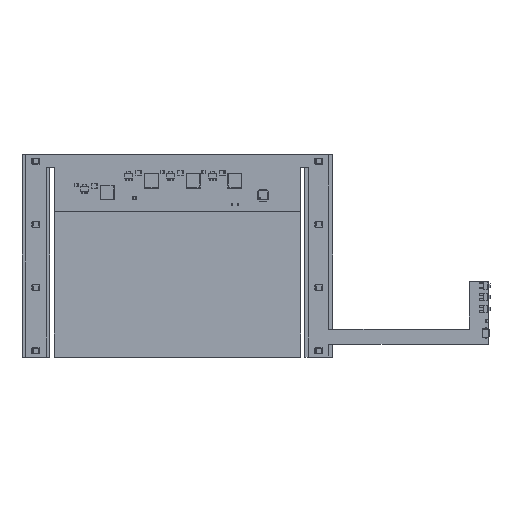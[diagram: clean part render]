
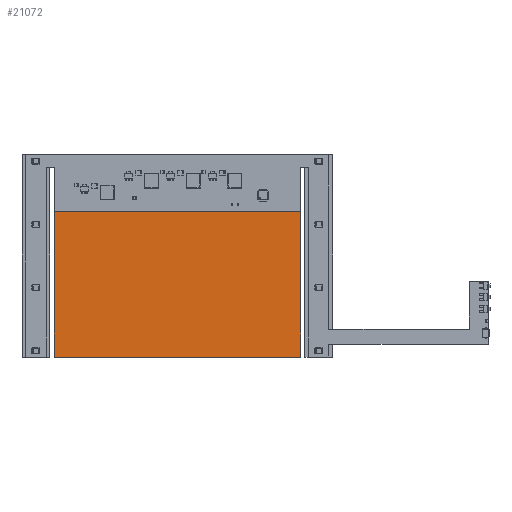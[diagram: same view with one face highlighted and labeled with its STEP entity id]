
A CAD part, top view. The second image highlights one B-rep face of the part: STEP entity #21072.
In plain terms, the highlighted planar face has unit normal (0, 0, 1).
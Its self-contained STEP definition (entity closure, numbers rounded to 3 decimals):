
#20758 = VERTEX_POINT('',#20759);
#20759 = CARTESIAN_POINT('',(-97.5,57.5,3.5));
#20766 = PLANE('',#20767);
#20767 = AXIS2_PLACEMENT_3D('',#20768,#20769,#20770);
#20768 = CARTESIAN_POINT('',(-97.5,57.5,0.));
#20769 = DIRECTION('',(1.,0.,0.));
#20770 = DIRECTION('',(0.,-1.,0.));
#20778 = PLANE('',#20779);
#20779 = AXIS2_PLACEMENT_3D('',#20780,#20781,#20782);
#20780 = CARTESIAN_POINT('',(97.5,57.5,0.));
#20781 = DIRECTION('',(0.,-1.,0.));
#20782 = DIRECTION('',(-1.,0.,0.));
#20790 = EDGE_CURVE('',#20758,#20791,#20793,.T.);
#20791 = VERTEX_POINT('',#20792);
#20792 = CARTESIAN_POINT('',(-97.5,-57.5,3.5));
#20793 = SURFACE_CURVE('',#20794,(#20798,#20805),.PCURVE_S1.);
#20794 = LINE('',#20795,#20796);
#20795 = CARTESIAN_POINT('',(-97.5,57.5,3.5));
#20796 = VECTOR('',#20797,1.);
#20797 = DIRECTION('',(0.,-1.,0.));
#20798 = PCURVE('',#20766,#20799);
#20799 = DEFINITIONAL_REPRESENTATION('',(#20800),#20804);
#20800 = LINE('',#20801,#20802);
#20801 = CARTESIAN_POINT('',(0.,-3.5));
#20802 = VECTOR('',#20803,1.);
#20803 = DIRECTION('',(1.,0.));
#20804 = ( GEOMETRIC_REPRESENTATION_CONTEXT(2) 
PARAMETRIC_REPRESENTATION_CONTEXT() REPRESENTATION_CONTEXT('2D SPACE',''
  ) );
#20805 = PCURVE('',#20806,#20811);
#20806 = PLANE('',#20807);
#20807 = AXIS2_PLACEMENT_3D('',#20808,#20809,#20810);
#20808 = CARTESIAN_POINT('',(-97.5,57.5,3.5));
#20809 = DIRECTION('',(0.,0.,-1.));
#20810 = DIRECTION('',(-1.,0.,0.));
#20811 = DEFINITIONAL_REPRESENTATION('',(#20812),#20816);
#20812 = LINE('',#20813,#20814);
#20813 = CARTESIAN_POINT('',(0.,0.));
#20814 = VECTOR('',#20815,1.);
#20815 = DIRECTION('',(0.,-1.));
#20816 = ( GEOMETRIC_REPRESENTATION_CONTEXT(2) 
PARAMETRIC_REPRESENTATION_CONTEXT() REPRESENTATION_CONTEXT('2D SPACE',''
  ) );
#20834 = PLANE('',#20835);
#20835 = AXIS2_PLACEMENT_3D('',#20836,#20837,#20838);
#20836 = CARTESIAN_POINT('',(-97.5,-57.5,0.));
#20837 = DIRECTION('',(0.,1.,0.));
#20838 = DIRECTION('',(1.,0.,0.));
#20876 = EDGE_CURVE('',#20791,#20877,#20879,.T.);
#20877 = VERTEX_POINT('',#20878);
#20878 = CARTESIAN_POINT('',(97.5,-57.5,3.5));
#20879 = SURFACE_CURVE('',#20880,(#20884,#20891),.PCURVE_S1.);
#20880 = LINE('',#20881,#20882);
#20881 = CARTESIAN_POINT('',(-97.5,-57.5,3.5));
#20882 = VECTOR('',#20883,1.);
#20883 = DIRECTION('',(1.,0.,0.));
#20884 = PCURVE('',#20834,#20885);
#20885 = DEFINITIONAL_REPRESENTATION('',(#20886),#20890);
#20886 = LINE('',#20887,#20888);
#20887 = CARTESIAN_POINT('',(0.,-3.5));
#20888 = VECTOR('',#20889,1.);
#20889 = DIRECTION('',(1.,0.));
#20890 = ( GEOMETRIC_REPRESENTATION_CONTEXT(2) 
PARAMETRIC_REPRESENTATION_CONTEXT() REPRESENTATION_CONTEXT('2D SPACE',''
  ) );
#20891 = PCURVE('',#20806,#20892);
#20892 = DEFINITIONAL_REPRESENTATION('',(#20893),#20897);
#20893 = LINE('',#20894,#20895);
#20894 = CARTESIAN_POINT('',(0.,-115.));
#20895 = VECTOR('',#20896,1.);
#20896 = DIRECTION('',(-1.,0.));
#20897 = ( GEOMETRIC_REPRESENTATION_CONTEXT(2) 
PARAMETRIC_REPRESENTATION_CONTEXT() REPRESENTATION_CONTEXT('2D SPACE',''
  ) );
#20915 = PLANE('',#20916);
#20916 = AXIS2_PLACEMENT_3D('',#20917,#20918,#20919);
#20917 = CARTESIAN_POINT('',(97.5,-57.5,0.));
#20918 = DIRECTION('',(-1.,0.,0.));
#20919 = DIRECTION('',(0.,1.,0.));
#20952 = EDGE_CURVE('',#20877,#20953,#20955,.T.);
#20953 = VERTEX_POINT('',#20954);
#20954 = CARTESIAN_POINT('',(97.5,57.5,3.5));
#20955 = SURFACE_CURVE('',#20956,(#20960,#20967),.PCURVE_S1.);
#20956 = LINE('',#20957,#20958);
#20957 = CARTESIAN_POINT('',(97.5,-57.5,3.5));
#20958 = VECTOR('',#20959,1.);
#20959 = DIRECTION('',(0.,1.,0.));
#20960 = PCURVE('',#20915,#20961);
#20961 = DEFINITIONAL_REPRESENTATION('',(#20962),#20966);
#20962 = LINE('',#20963,#20964);
#20963 = CARTESIAN_POINT('',(0.,-3.5));
#20964 = VECTOR('',#20965,1.);
#20965 = DIRECTION('',(1.,0.));
#20966 = ( GEOMETRIC_REPRESENTATION_CONTEXT(2) 
PARAMETRIC_REPRESENTATION_CONTEXT() REPRESENTATION_CONTEXT('2D SPACE',''
  ) );
#20967 = PCURVE('',#20806,#20968);
#20968 = DEFINITIONAL_REPRESENTATION('',(#20969),#20973);
#20969 = LINE('',#20970,#20971);
#20970 = CARTESIAN_POINT('',(-195.,-115.));
#20971 = VECTOR('',#20972,1.);
#20972 = DIRECTION('',(0.,1.));
#20973 = ( GEOMETRIC_REPRESENTATION_CONTEXT(2) 
PARAMETRIC_REPRESENTATION_CONTEXT() REPRESENTATION_CONTEXT('2D SPACE',''
  ) );
#21023 = EDGE_CURVE('',#20953,#20758,#21024,.T.);
#21024 = SURFACE_CURVE('',#21025,(#21029,#21036),.PCURVE_S1.);
#21025 = LINE('',#21026,#21027);
#21026 = CARTESIAN_POINT('',(97.5,57.5,3.5));
#21027 = VECTOR('',#21028,1.);
#21028 = DIRECTION('',(-1.,0.,0.));
#21029 = PCURVE('',#20778,#21030);
#21030 = DEFINITIONAL_REPRESENTATION('',(#21031),#21035);
#21031 = LINE('',#21032,#21033);
#21032 = CARTESIAN_POINT('',(0.,-3.5));
#21033 = VECTOR('',#21034,1.);
#21034 = DIRECTION('',(1.,0.));
#21035 = ( GEOMETRIC_REPRESENTATION_CONTEXT(2) 
PARAMETRIC_REPRESENTATION_CONTEXT() REPRESENTATION_CONTEXT('2D SPACE',''
  ) );
#21036 = PCURVE('',#20806,#21037);
#21037 = DEFINITIONAL_REPRESENTATION('',(#21038),#21042);
#21038 = LINE('',#21039,#21040);
#21039 = CARTESIAN_POINT('',(-195.,0.));
#21040 = VECTOR('',#21041,1.);
#21041 = DIRECTION('',(1.,0.));
#21042 = ( GEOMETRIC_REPRESENTATION_CONTEXT(2) 
PARAMETRIC_REPRESENTATION_CONTEXT() REPRESENTATION_CONTEXT('2D SPACE',''
  ) );
#21072 = ADVANCED_FACE('',(#21073),#20806,.F.);
#21073 = FACE_BOUND('',#21074,.T.);
#21074 = EDGE_LOOP('',(#21075,#21076,#21077,#21078));
#21075 = ORIENTED_EDGE('',*,*,#20790,.T.);
#21076 = ORIENTED_EDGE('',*,*,#20876,.T.);
#21077 = ORIENTED_EDGE('',*,*,#20952,.T.);
#21078 = ORIENTED_EDGE('',*,*,#21023,.T.);
